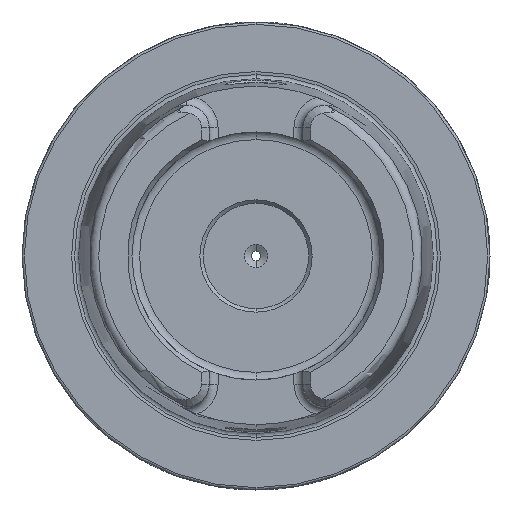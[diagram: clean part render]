
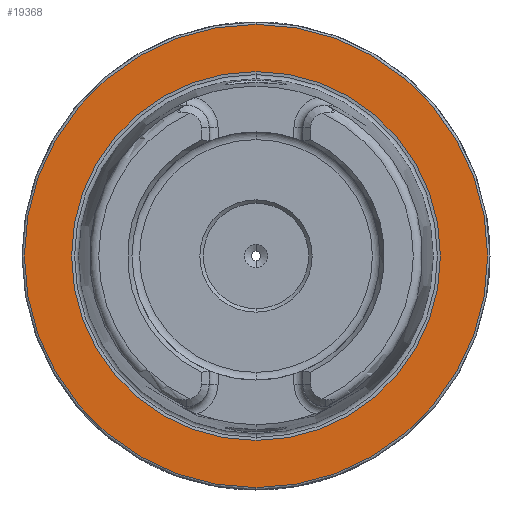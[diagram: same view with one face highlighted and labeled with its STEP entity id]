
A CAD part, left-side view. The second image highlights one B-rep face of the part: STEP entity #19368.
In plain terms, the highlighted planar face has unit normal (-1, 0, 0).
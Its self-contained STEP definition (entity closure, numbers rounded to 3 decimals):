
#447 = CIRCLE ( 'NONE', #450, 49.5 ) ;
#450 = AXIS2_PLACEMENT_3D ( 'NONE', #4955, #4956, #4957 ) ;
#475 = CIRCLE ( 'NONE', #478, 39.405 ) ;
#478 = AXIS2_PLACEMENT_3D ( 'NONE', #5168, #5169, #5170 ) ;
#1025 = EDGE_LOOP ( 'NONE', ( #17179, #17180 ) ) ;
#1051 = EDGE_LOOP ( 'NONE', ( #17177, #17178 ) ) ;
#1527 = AXIS2_PLACEMENT_3D ( 'NONE', #8109, #8108, #8115 ) ;
#4955 = CARTESIAN_POINT ( 'NONE',  ( 0., 0., 0. ) ) ;
#4956 = DIRECTION ( 'NONE',  ( -1., 0., 0. ) ) ;
#4957 = DIRECTION ( 'NONE',  ( 0., 0., 1. ) ) ;
#5168 = CARTESIAN_POINT ( 'NONE',  ( 0., 0., 0. ) ) ;
#5169 = DIRECTION ( 'NONE',  ( -1., 0., 0. ) ) ;
#5170 = DIRECTION ( 'NONE',  ( 0., 0., 1. ) ) ;
#8108 = DIRECTION ( 'NONE',  ( 1., 0., 0. ) ) ;
#8109 = CARTESIAN_POINT ( 'NONE',  ( 0., 49.5, 0. ) ) ;
#8110 = FACE_BOUND ( 'NONE', #1051, .T. ) ;
#8112 = FACE_OUTER_BOUND ( 'NONE', #1025, .T. ) ;
#8113 = PLANE ( 'NONE',  #1527 ) ;
#8115 = DIRECTION ( 'NONE',  ( 0., 0., -1. ) ) ;
#9217 = EDGE_CURVE ( 'NONE', #14261, #14344, #19529, .T. ) ;
#9218 = EDGE_CURVE ( 'NONE', #14440, #14470, #19533, .T. ) ;
#9837 = DIRECTION ( 'NONE',  ( 0., 0., 1. ) ) ;
#9838 = DIRECTION ( 'NONE',  ( -1., 0., 0. ) ) ;
#9839 = CARTESIAN_POINT ( 'NONE',  ( 0., 0., 0. ) ) ;
#9840 = DIRECTION ( 'NONE',  ( 0., 0., 1. ) ) ;
#9841 = DIRECTION ( 'NONE',  ( -1., 0., 0. ) ) ;
#9842 = CARTESIAN_POINT ( 'NONE',  ( 0., 0., 0. ) ) ;
#13128 = EDGE_CURVE ( 'NONE', #14470, #14440, #447, .T. ) ;
#13149 = EDGE_CURVE ( 'NONE', #14344, #14261, #475, .T. ) ;
#14261 = VERTEX_POINT ( 'NONE', #20243 ) ;
#14344 = VERTEX_POINT ( 'NONE', #20287 ) ;
#14440 = VERTEX_POINT ( 'NONE', #20353 ) ;
#14470 = VERTEX_POINT ( 'NONE', #20357 ) ;
#17177 = ORIENTED_EDGE ( 'NONE', *, *, #9217, .F. ) ;
#17178 = ORIENTED_EDGE ( 'NONE', *, *, #13149, .F. ) ;
#17179 = ORIENTED_EDGE ( 'NONE', *, *, #13128, .T. ) ;
#17180 = ORIENTED_EDGE ( 'NONE', *, *, #9218, .T. ) ;
#19368 = ADVANCED_FACE ( 'NONE', ( #8110, #8112 ), #8113, .F. ) ;
#19529 = CIRCLE ( 'NONE', #19530, 39.405 ) ;
#19530 = AXIS2_PLACEMENT_3D ( 'NONE', #9842, #9841, #9840 ) ;
#19533 = CIRCLE ( 'NONE', #19534, 49.5 ) ;
#19534 = AXIS2_PLACEMENT_3D ( 'NONE', #9839, #9838, #9837 ) ;
#20243 = CARTESIAN_POINT ( 'NONE',  ( 0., 0., 39.405 ) ) ;
#20287 = CARTESIAN_POINT ( 'NONE',  ( 0., 0., -39.405 ) ) ;
#20353 = CARTESIAN_POINT ( 'NONE',  ( 0., 0., -49.5 ) ) ;
#20357 = CARTESIAN_POINT ( 'NONE',  ( 0., 0., 49.5 ) ) ;
